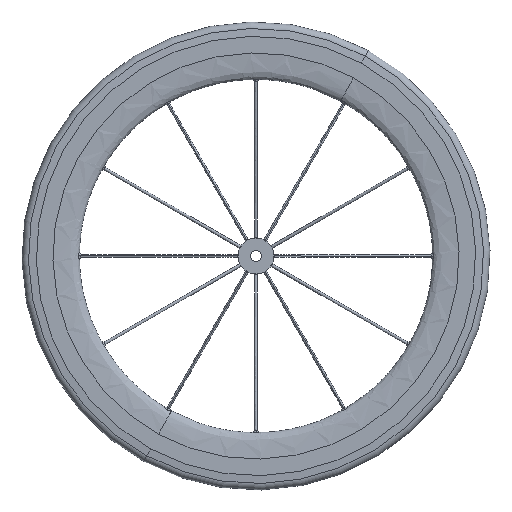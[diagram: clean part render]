
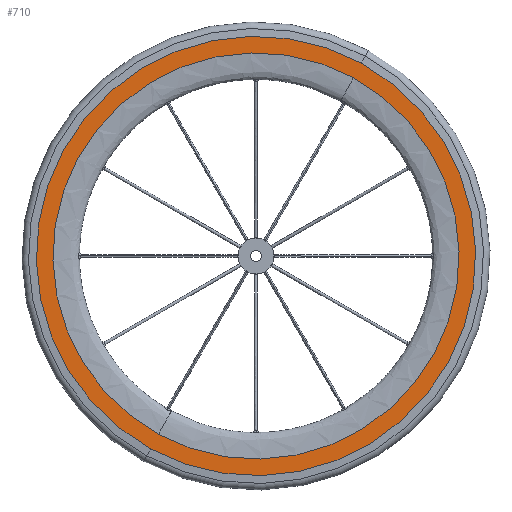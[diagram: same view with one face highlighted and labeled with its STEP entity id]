
A CAD part, front view. The second image highlights one B-rep face of the part: STEP entity #710.
In plain terms, the highlighted planar face has unit normal (0, -1, 0).
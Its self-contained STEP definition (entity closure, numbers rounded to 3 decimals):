
#632=CARTESIAN_POINT('Vertex',(-146.225,-11.,-267.663)) ;
#635=CARTESIAN_POINT('Axis2P3D Location',(0.,-11.,0.)) ;
#639=CARTESIAN_POINT('Vertex',(146.225,-11.,267.663)) ;
#654=CARTESIAN_POINT('Axis2P3D Location',(0.,-11.,0.)) ;
#683=CARTESIAN_POINT('Axis2P3D Location',(0.,-11.,305.)) ;
#692=CARTESIAN_POINT('Axis2P3D Location',(0.,-11.,0.)) ;
#696=CARTESIAN_POINT('Vertex',(-135.198,-11.,-247.478)) ;
#698=CARTESIAN_POINT('Vertex',(135.198,-11.,247.478)) ;
#701=CARTESIAN_POINT('Axis2P3D Location',(0.,-11.,0.)) ;
#636=DIRECTION('Axis2P3D Direction',(0.,1.,0.)) ;
#655=DIRECTION('Axis2P3D Direction',(0.,1.,0.)) ;
#684=DIRECTION('Axis2P3D Direction',(0.,1.,0.)) ;
#685=DIRECTION('Axis2P3D XDirection',(1.,-0.,0.)) ;
#693=DIRECTION('Axis2P3D Direction',(0.,1.,0.)) ;
#702=DIRECTION('Axis2P3D Direction',(0.,1.,0.)) ;
#637=AXIS2_PLACEMENT_3D('Circle Axis2P3D',#635,#636,$) ;
#656=AXIS2_PLACEMENT_3D('Circle Axis2P3D',#654,#655,$) ;
#686=AXIS2_PLACEMENT_3D('Plane Axis2P3D',#683,#684,#685) ;
#694=AXIS2_PLACEMENT_3D('Circle Axis2P3D',#692,#693,$) ;
#703=AXIS2_PLACEMENT_3D('Circle Axis2P3D',#701,#702,$) ;
#689=ORIENTED_EDGE('',*,*,#658,.F.) ;
#690=ORIENTED_EDGE('',*,*,#641,.F.) ;
#707=ORIENTED_EDGE('',*,*,#700,.T.) ;
#708=ORIENTED_EDGE('',*,*,#705,.T.) ;
#709=FACE_BOUND('',#706,.T.) ;
#710=ADVANCED_FACE('Hauptk\X2\00F6\X0\rper',(#691,#709),#687,.F.) ;
#638=CIRCLE('generated circle',#637,305.) ;
#657=CIRCLE('generated circle',#656,305.) ;
#695=CIRCLE('generated circle',#694,282.) ;
#704=CIRCLE('generated circle',#703,282.) ;
#641=EDGE_CURVE('',#633,#640,#638,.T.) ;
#658=EDGE_CURVE('',#640,#633,#657,.T.) ;
#700=EDGE_CURVE('',#697,#699,#695,.T.) ;
#705=EDGE_CURVE('',#699,#697,#704,.T.) ;
#688=EDGE_LOOP('',(#689,#690)) ;
#706=EDGE_LOOP('',(#707,#708)) ;
#691=FACE_OUTER_BOUND('',#688,.T.) ;
#687=PLANE('',#686) ;
#633=VERTEX_POINT('',#632) ;
#640=VERTEX_POINT('',#639) ;
#697=VERTEX_POINT('',#696) ;
#699=VERTEX_POINT('',#698) ;
